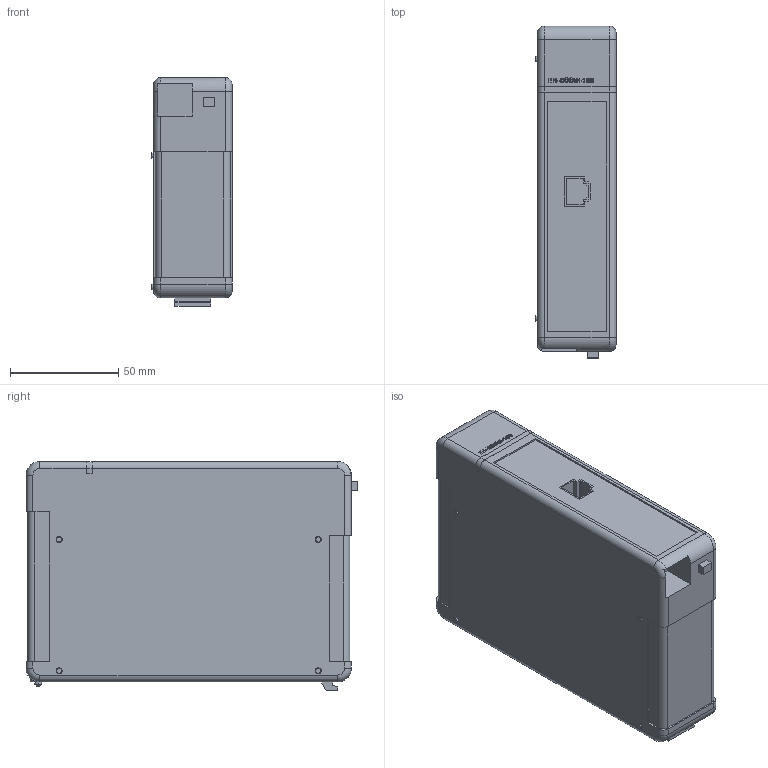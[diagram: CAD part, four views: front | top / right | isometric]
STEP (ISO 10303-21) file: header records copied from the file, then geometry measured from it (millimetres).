
FILE_DESCRIPTION (( 'STEP AP214' ), '1' );
FILE_NAME ('H4-ECOM-100.step', '2014-09-23T18:01:56', ( '' ), ( '' ), 'SwSTEP 2.0', 'SolidWorks 2014', '' );
FILE_SCHEMA (( 'AUTOMOTIVE_DESIGN' ));
Length unit declared in the file: inch
Products named in the file (1): H4-ECOM-100
Bounding box: 36.96 x 153.03 x 105.56 mm (x, y, z)
Volume: 525810.9 mm3; surface area: 52428.9 mm2
Topology: 2 solids, 2 shells, 294 faces, 758 edges, 499 vertices
Faces by surface type: plane 201, bspline 39, cylinder 34, torus 10, cone 10
Entity records: 14669 total; most frequent: CARTESIAN_POINT 4217, ORIENTED_EDGE 1516, DIRECTION 1286, EDGE_CURVE 758, VECTOR 578, LINE 578, VERTEX_POINT 499, AXIS2_PLACEMENT_3D 354
